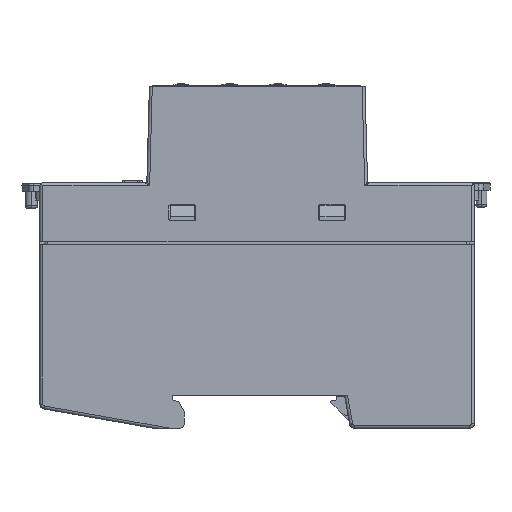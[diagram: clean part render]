
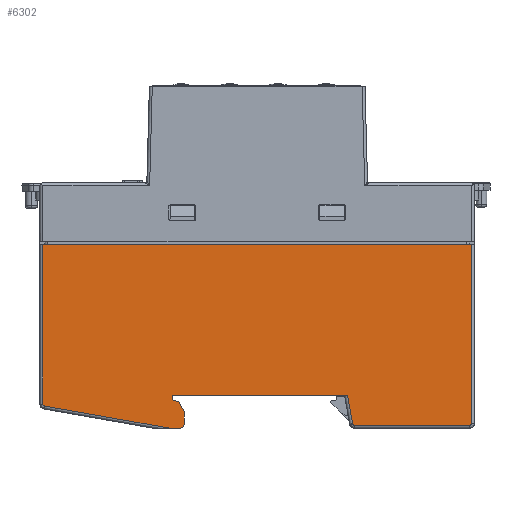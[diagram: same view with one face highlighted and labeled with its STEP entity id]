
A CAD part, left-side view. The second image highlights one B-rep face of the part: STEP entity #6302.
In plain terms, the highlighted planar face has unit normal (-1, 0, 0).
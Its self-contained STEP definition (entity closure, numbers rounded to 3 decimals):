
#6302=ADVANCED_FACE('',(#14478),#14479,.T.);
#14478=FACE_OUTER_BOUND('',#25127,.T.);
#14479=PLANE('',#25128);
#25127=EDGE_LOOP('',(#47729,#47730,#47731,#47732,#47733,#47734,#47735,#47736,#47737,#47738,#47739,#47740,#47741,#47742,#47743,#47744,#47745));
#25128=AXIS2_PLACEMENT_3D('',#47746,#47747,#47748);
#47729=ORIENTED_EDGE('',*,*,#70523,.T.);
#47730=ORIENTED_EDGE('',*,*,#70524,.T.);
#47731=ORIENTED_EDGE('',*,*,#70525,.T.);
#47732=ORIENTED_EDGE('',*,*,#70526,.T.);
#47733=ORIENTED_EDGE('',*,*,#70527,.T.);
#47734=ORIENTED_EDGE('',*,*,#70514,.T.);
#47735=ORIENTED_EDGE('',*,*,#70403,.T.);
#47736=ORIENTED_EDGE('',*,*,#70528,.T.);
#47737=ORIENTED_EDGE('',*,*,#70529,.F.);
#47738=ORIENTED_EDGE('',*,*,#70530,.T.);
#47739=ORIENTED_EDGE('',*,*,#70531,.F.);
#47740=ORIENTED_EDGE('',*,*,#70532,.T.);
#47741=ORIENTED_EDGE('',*,*,#68379,.T.);
#47742=ORIENTED_EDGE('',*,*,#70533,.T.);
#47743=ORIENTED_EDGE('',*,*,#70534,.F.);
#47744=ORIENTED_EDGE('',*,*,#70535,.T.);
#47745=ORIENTED_EDGE('',*,*,#70536,.T.);
#47746=CARTESIAN_POINT('',(0.0,93.207,0.));
#47747=DIRECTION('',(-1.0,0.0,0.0));
#47748=DIRECTION('',(0.0,1.0,0.0));
#68379=EDGE_CURVE('',#83169,#83167,#83170,.T.);
#70403=EDGE_CURVE('',#86107,#86105,#86108,.T.);
#70514=EDGE_CURVE('',#86290,#86107,#86291,.T.);
#70523=EDGE_CURVE('',#86301,#86302,#86303,.T.);
#70524=EDGE_CURVE('',#86302,#86304,#86305,.T.);
#70525=EDGE_CURVE('',#86304,#86306,#86307,.T.);
#70526=EDGE_CURVE('',#86306,#86308,#86309,.T.);
#70527=EDGE_CURVE('',#86308,#86290,#86310,.T.);
#70528=EDGE_CURVE('',#86105,#86311,#86312,.T.);
#70529=EDGE_CURVE('',#86313,#86311,#86314,.T.);
#70530=EDGE_CURVE('',#86313,#86315,#86316,.T.);
#70531=EDGE_CURVE('',#86317,#86315,#86318,.T.);
#70532=EDGE_CURVE('',#86317,#83169,#86319,.T.);
#70533=EDGE_CURVE('',#83167,#86320,#86321,.T.);
#70534=EDGE_CURVE('',#86322,#86320,#86323,.T.);
#70535=EDGE_CURVE('',#86322,#86324,#86325,.T.);
#70536=EDGE_CURVE('',#86324,#86301,#86326,.T.);
#83167=VERTEX_POINT('',#105544);
#83169=VERTEX_POINT('',#105546);
#83170=LINE('',#105547,#105548);
#86105=VERTEX_POINT('',#110403);
#86107=VERTEX_POINT('',#110405);
#86108=LINE('',#110406,#110407);
#86290=VERTEX_POINT('',#110681);
#86291=LINE('',#110682,#110683);
#86301=VERTEX_POINT('',#110697);
#86302=VERTEX_POINT('',#110698);
#86303=CIRCLE('',#110699,1.0);
#86304=VERTEX_POINT('',#110700);
#86305=LINE('',#110701,#110702);
#86306=VERTEX_POINT('',#110703);
#86307=LINE('',#110704,#110705);
#86308=VERTEX_POINT('',#110706);
#86309=LINE('',#110707,#110708);
#86310=LINE('',#110709,#110710);
#86311=VERTEX_POINT('',#110711);
#86312=LINE('',#110712,#110713);
#86313=VERTEX_POINT('',#110714);
#86314=CIRCLE('',#110715,0.4);
#86315=VERTEX_POINT('',#110716);
#86316=LINE('',#110717,#110718);
#86317=VERTEX_POINT('',#110719);
#86318=CIRCLE('',#110720,0.4);
#86319=LINE('',#110721,#110722);
#86320=VERTEX_POINT('',#110723);
#86321=LINE('',#110724,#110725);
#86322=VERTEX_POINT('',#110726);
#86323=CIRCLE('',#110727,0.4);
#86324=VERTEX_POINT('',#110728);
#86325=LINE('',#110729,#110730);
#86326=LINE('',#110731,#110732);
#105544=CARTESIAN_POINT('',(0.0,92.607,38.1));
#105546=CARTESIAN_POINT('',(0.0,3.807,38.1));
#105547=CARTESIAN_POINT('',(0.0,3.207,38.1));
#105548=VECTOR('',#128086,1.0);
#110403=CARTESIAN_POINT('',(0.0,29.505,6.85));
#110405=CARTESIAN_POINT('',(0.0,65.807,6.85));
#110406=CARTESIAN_POINT('',(0.0,65.807,6.85));
#110407=VECTOR('',#129874,1.0);
#110681=CARTESIAN_POINT('',(0.0,65.807,5.95));
#110682=CARTESIAN_POINT('',(0.0,65.807,0.));
#110683=VECTOR('',#129982,1.0);
#110697=CARTESIAN_POINT('',(0.0,64.307,0.));
#110698=CARTESIAN_POINT('',(0.0,63.307,1.));
#110699=AXIS2_PLACEMENT_3D('',#129993,#129994,#129995);
#110700=CARTESIAN_POINT('',(0.0,63.307,3.45));
#110701=CARTESIAN_POINT('',(0.0,63.307,1.));
#110702=VECTOR('',#129996,1.0);
#110703=CARTESIAN_POINT('',(0.0,64.507,5.55));
#110704=CARTESIAN_POINT('',(0.0,63.307,3.45));
#110705=VECTOR('',#129997,1.0);
#110706=CARTESIAN_POINT('',(0.0,65.607,5.75));
#110707=CARTESIAN_POINT('',(0.0,64.507,5.55));
#110708=VECTOR('',#129998,1.0);
#110709=CARTESIAN_POINT('',(0.0,65.607,5.75));
#110710=VECTOR('',#129999,1.0);
#110711=CARTESIAN_POINT('',(0.0,28.461,0.931));
#110712=CARTESIAN_POINT('',(0.0,28.316,0.104));
#110713=VECTOR('',#130000,1.0);
#110714=CARTESIAN_POINT('',(0.0,28.067,0.6));
#110715=AXIS2_PLACEMENT_3D('',#130001,#130002,#130003);
#110716=CARTESIAN_POINT('',(0.0,4.207,0.6));
#110717=CARTESIAN_POINT('',(0.0,3.207,0.6));
#110718=VECTOR('',#130004,1.0);
#110719=CARTESIAN_POINT('',(0.0,3.807,1.));
#110720=AXIS2_PLACEMENT_3D('',#130005,#130006,#130007);
#110721=CARTESIAN_POINT('',(0.0,3.807,38.1));
#110722=VECTOR('',#130008,1.0);
#110723=CARTESIAN_POINT('',(0.0,92.607,4.989));
#110724=CARTESIAN_POINT('',(0.0,92.607,4.15));
#110725=VECTOR('',#130009,1.0);
#110726=CARTESIAN_POINT('',(0.0,92.276,4.595));
#110727=AXIS2_PLACEMENT_3D('',#130010,#130011,#130012);
#110728=CARTESIAN_POINT('',(0.0,66.216,0.));
#110729=CARTESIAN_POINT('',(0.0,69.567,0.591));
#110730=VECTOR('',#130013,1.0);
#110731=CARTESIAN_POINT('',(0.0,69.671,0.));
#110732=VECTOR('',#130014,1.0);
#128086=DIRECTION('',(0.0,1.0,0.));
#129874=DIRECTION('',(0.0,-1.0,0.));
#129982=DIRECTION('',(0.0,0.,1.0));
#129993=CARTESIAN_POINT('',(0.0,64.307,1.));
#129994=DIRECTION('',(-1.0,0.,0.0));
#129995=DIRECTION('',(0.,-1.0,0.0));
#129996=DIRECTION('',(0.0,0.0,1.0));
#129997=DIRECTION('',(0.,0.496,0.868));
#129998=DIRECTION('',(0.,0.984,0.179));
#129999=DIRECTION('',(0.,0.707,0.707));
#130000=DIRECTION('',(0.0,-0.174,-0.985));
#130001=CARTESIAN_POINT('',(0.0,28.067,1.));
#130002=DIRECTION('',(1.0,0.0,0.0));
#130003=DIRECTION('',(0.0,0.0,-1.0));
#130004=DIRECTION('',(0.0,-1.0,0.));
#130005=CARTESIAN_POINT('',(0.0,4.207,1.));
#130006=DIRECTION('',(1.0,0.0,0.0));
#130007=DIRECTION('',(0.0,0.0,-1.0));
#130008=DIRECTION('',(0.0,0.,1.0));
#130009=DIRECTION('',(0.0,0.,-1.0));
#130010=CARTESIAN_POINT('',(0.0,92.207,4.989));
#130011=DIRECTION('',(1.0,0.0,0.0));
#130012=DIRECTION('',(0.0,0.0,-1.0));
#130013=DIRECTION('',(0.0,-0.985,-0.174));
#130014=DIRECTION('',(0.0,-1.0,0.0));
